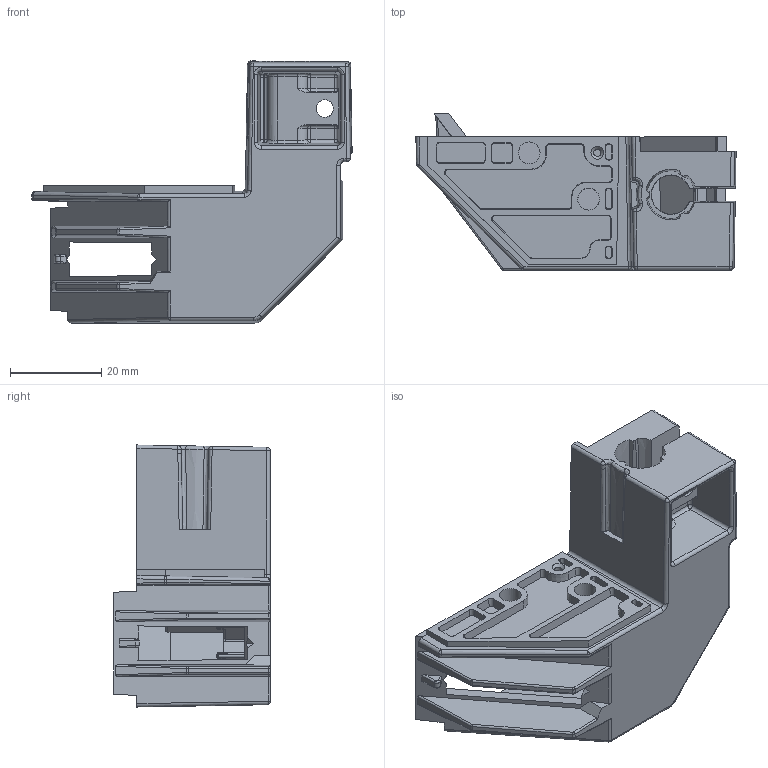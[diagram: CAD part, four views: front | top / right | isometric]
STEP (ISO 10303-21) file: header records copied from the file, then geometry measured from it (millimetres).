
FILE_DESCRIPTION(/* description */ ('OPTICS SPINE'),/* implementation_level */ '2;1');
FILE_NAME(/* name */ '7819-030-0400_rO Optics Spine.stp',/* time_stamp */ '2017-06-28T13:27:36-04:00',/* author */ ('chp'),/* organization */ (''),/* preprocessor_version */ 'ST-DEVELOPER v15.6',/* originating_system */ 'Autodesk Inventor 2015',/* authorisation */ '0 in^3');
FILE_SCHEMA (('AUTOMOTIVE_DESIGN { 1 0 10303 214 3 1 1 }'));
Length unit declared in the file: inch
Products named in the file (1): 7819-030-0400 Optics Spine
Bounding box: 70.15 x 34.29 x 57.4 mm (x, y, z)
Volume: 18904 mm3; surface area: 18082 mm2
Topology: 1 solids, 1 shells, 598 faces, 1467 edges, 872 vertices
Faces by surface type: cylinder 224, plane 186, bspline 87, sphere 58, cone 43
Full cylindrical faces by diameter (mm): 1.587 x1, 3.797 x2, 4.762 x2
Entity records: 21171 total; most frequent: CARTESIAN_POINT 7112, DIRECTION 3044, ORIENTED_EDGE 2892, EDGE_CURVE 1446, AXIS2_PLACEMENT_3D 1145, VERTEX_POINT 867, LINE 754, VECTOR 754
